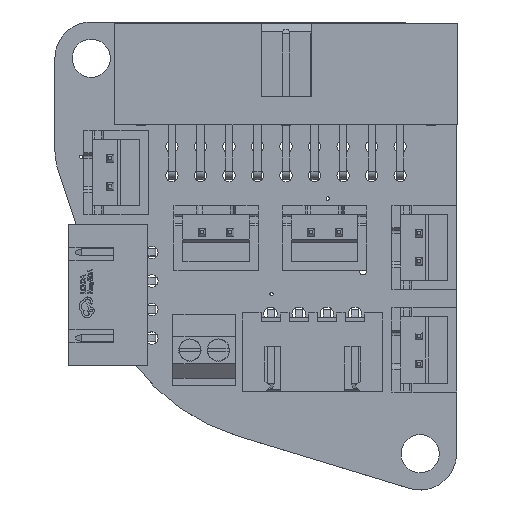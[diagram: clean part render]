
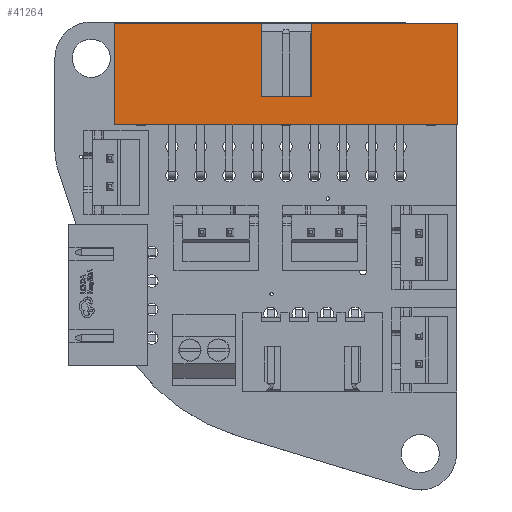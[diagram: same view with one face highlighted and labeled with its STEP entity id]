
A CAD part, top view. The second image highlights one B-rep face of the part: STEP entity #41264.
In plain terms, the highlighted planar face has unit normal (0, 0, 1).
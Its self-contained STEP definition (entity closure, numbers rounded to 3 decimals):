
#2764=PLANE('',#43764);
#4807=FACE_OUTER_BOUND('',#7233,.T.);
#7233=EDGE_LOOP('',(#34496,#34497,#34498,#34499,#34500,#34501,#34502,#34503));
#11141=LINE('',#66453,#15623);
#11223=LINE('',#66621,#15705);
#11307=LINE('',#66794,#15789);
#11310=LINE('',#66801,#15792);
#11312=LINE('',#66805,#15794);
#11320=LINE('',#66820,#15802);
#11476=LINE('',#67141,#15958);
#11477=LINE('',#67142,#15959);
#15623=VECTOR('',#50556,1.);
#15705=VECTOR('',#50646,1.);
#15789=VECTOR('',#50742,1.);
#15792=VECTOR('',#50747,1.);
#15794=VECTOR('',#50749,1.);
#15802=VECTOR('',#50759,1.);
#15958=VECTOR('',#51091,1.);
#15959=VECTOR('',#51092,1.);
#19717=VERTEX_POINT('',#66450);
#19718=VERTEX_POINT('',#66452);
#19799=VERTEX_POINT('',#66618);
#19800=VERTEX_POINT('',#66620);
#19883=VERTEX_POINT('',#66792);
#19886=VERTEX_POINT('',#66799);
#19887=VERTEX_POINT('',#66802);
#19888=VERTEX_POINT('',#66804);
#24637=EDGE_CURVE('',#19717,#19718,#11141,.T.);
#24721=EDGE_CURVE('',#19799,#19800,#11223,.T.);
#24810=EDGE_CURVE('',#19883,#19799,#11307,.T.);
#24813=EDGE_CURVE('',#19886,#19883,#11310,.T.);
#24815=EDGE_CURVE('',#19887,#19888,#11312,.T.);
#24823=EDGE_CURVE('',#19800,#19887,#11320,.T.);
#24984=EDGE_CURVE('',#19718,#19886,#11476,.T.);
#24985=EDGE_CURVE('',#19888,#19717,#11477,.T.);
#34496=ORIENTED_EDGE('',*,*,#24815,.F.);
#34497=ORIENTED_EDGE('',*,*,#24823,.F.);
#34498=ORIENTED_EDGE('',*,*,#24721,.F.);
#34499=ORIENTED_EDGE('',*,*,#24810,.F.);
#34500=ORIENTED_EDGE('',*,*,#24813,.F.);
#34501=ORIENTED_EDGE('',*,*,#24984,.F.);
#34502=ORIENTED_EDGE('',*,*,#24637,.F.);
#34503=ORIENTED_EDGE('',*,*,#24985,.F.);
#41264=ADVANCED_FACE('',(#4807),#2764,.F.);
#43764=AXIS2_PLACEMENT_3D('',#67140,#51089,#51090);
#50556=DIRECTION('',(-1.,0.,0.));
#50646=DIRECTION('',(1.,0.,0.));
#50742=DIRECTION('',(0.,1.,0.));
#50747=DIRECTION('',(-1.,0.,0.));
#50749=DIRECTION('',(-1.,0.,0.));
#50759=DIRECTION('',(0.,-1.,0.));
#51089=DIRECTION('center_axis',(0.,0.,-1.));
#51090=DIRECTION('ref_axis',(1.,0.,0.));
#51091=DIRECTION('',(0.,-1.,0.));
#51092=DIRECTION('',(0.,1.,0.));
#66450=CARTESIAN_POINT('',(2.225,-5.73,8.97));
#66452=CARTESIAN_POINT('',(-2.225,-5.73,8.97));
#66453=CARTESIAN_POINT('',(0.,-5.73,8.97));
#66618=CARTESIAN_POINT('',(-15.23,-3.23,8.97));
#66620=CARTESIAN_POINT('',(15.23,-3.23,8.97));
#66621=CARTESIAN_POINT('',(-15.23,-3.23,8.97));
#66792=CARTESIAN_POINT('',(-15.23,-12.23,8.97));
#66794=CARTESIAN_POINT('',(-15.23,-12.23,8.97));
#66799=CARTESIAN_POINT('',(-2.225,-12.23,8.97));
#66801=CARTESIAN_POINT('',(15.23,-12.23,8.97));
#66802=CARTESIAN_POINT('',(15.23,-12.23,8.97));
#66804=CARTESIAN_POINT('',(2.225,-12.23,8.97));
#66805=CARTESIAN_POINT('',(15.23,-12.23,8.97));
#66820=CARTESIAN_POINT('',(15.23,-3.23,8.97));
#67140=CARTESIAN_POINT('Origin',(0.,-3.23,8.97));
#67141=CARTESIAN_POINT('',(-2.225,-3.23,8.97));
#67142=CARTESIAN_POINT('',(2.225,-3.23,8.97));
